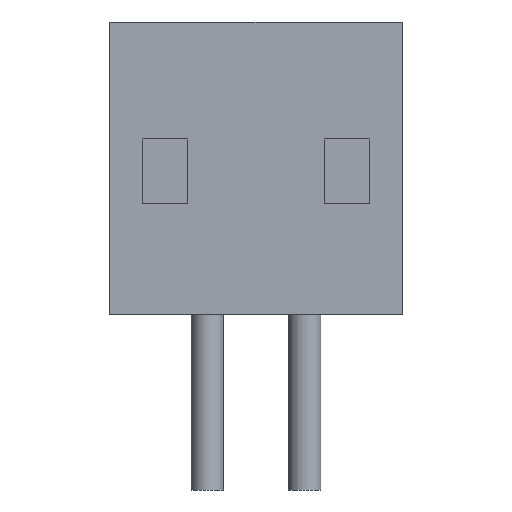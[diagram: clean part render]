
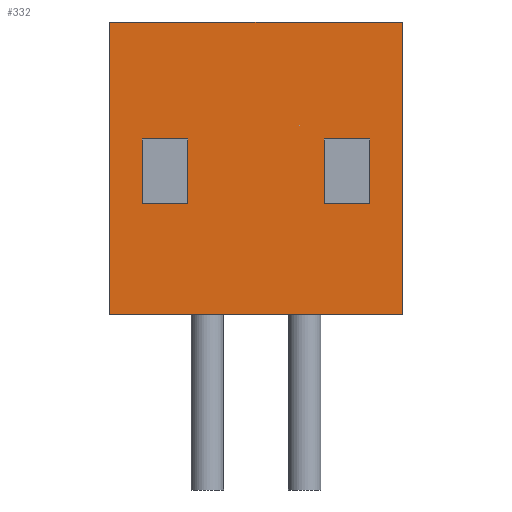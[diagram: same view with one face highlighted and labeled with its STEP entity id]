
A CAD part, front view. The second image highlights one B-rep face of the part: STEP entity #332.
In plain terms, the highlighted planar face has unit normal (0, -1, 0).
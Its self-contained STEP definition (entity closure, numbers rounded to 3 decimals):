
#70=CARTESIAN_POINT('',(-2.25,-1.3,0.));
#71=VERTEX_POINT('',#70);
#88=CARTESIAN_POINT('',(2.25,-1.3,0.));
#89=VERTEX_POINT('',#88);
#96=CARTESIAN_POINT('',(2.25,-1.3,0.));
#97=DIRECTION('',(-1.0,0.0,0.0));
#98=VECTOR('',#97,4.5);
#99=LINE('',#96,#98);
#100=EDGE_CURVE('',#89,#71,#99,.T.);
#128=CARTESIAN_POINT('',(2.25,-1.3,4.5));
#129=VERTEX_POINT('',#128);
#136=CARTESIAN_POINT('',(2.25,-1.3,4.5));
#137=DIRECTION('',(0.0,0.0,-1.0));
#138=VECTOR('',#137,4.5);
#139=LINE('',#136,#138);
#140=EDGE_CURVE('',#129,#89,#139,.T.);
#231=CARTESIAN_POINT('',(-2.25,-1.3,4.5));
#232=VERTEX_POINT('',#231);
#233=CARTESIAN_POINT('',(-2.25,-1.3,4.5));
#234=DIRECTION('',(0.0,0.0,-1.0));
#235=VECTOR('',#234,4.5);
#236=LINE('',#233,#235);
#237=EDGE_CURVE('',#232,#71,#236,.T.);
#248=CARTESIAN_POINT('',(2.475,-1.3,-0.225));
#249=DIRECTION('',(0.0,1.0,0.0));
#250=DIRECTION('',(-1.0,0.0,0.0));
#251=AXIS2_PLACEMENT_3D('',#248,#249,#250);
#252=PLANE('',#251);
#253=ORIENTED_EDGE('',*,*,#237,.T.);
#254=ORIENTED_EDGE('',*,*,#100,.F.);
#255=ORIENTED_EDGE('',*,*,#140,.F.);
#256=CARTESIAN_POINT('',(2.25,-1.3,4.5));
#257=DIRECTION('',(-1.0,0.0,0.0));
#258=VECTOR('',#257,4.5);
#259=LINE('',#256,#258);
#260=EDGE_CURVE('',#129,#232,#259,.T.);
#261=ORIENTED_EDGE('',*,*,#260,.T.);
#262=EDGE_LOOP('',(#253,#254,#255,#261));
#263=FACE_OUTER_BOUND('',#262,.T.);
#264=CARTESIAN_POINT('',(-1.05,-1.3,1.7));
#265=VERTEX_POINT('',#264);
#266=CARTESIAN_POINT('',(-1.05,-1.3,2.7));
#267=VERTEX_POINT('',#266);
#268=CARTESIAN_POINT('',(-1.05,-1.3,1.7));
#269=DIRECTION('',(0.0,0.0,1.0));
#270=VECTOR('',#269,1.0);
#271=LINE('',#268,#270);
#272=EDGE_CURVE('',#265,#267,#271,.T.);
#273=ORIENTED_EDGE('',*,*,#272,.F.);
#274=CARTESIAN_POINT('',(-1.75,-1.3,1.7));
#275=VERTEX_POINT('',#274);
#276=CARTESIAN_POINT('',(-1.75,-1.3,1.7));
#277=DIRECTION('',(1.0,0.0,0.0));
#278=VECTOR('',#277,0.7);
#279=LINE('',#276,#278);
#280=EDGE_CURVE('',#275,#265,#279,.T.);
#281=ORIENTED_EDGE('',*,*,#280,.F.);
#282=CARTESIAN_POINT('',(-1.75,-1.3,2.7));
#283=VERTEX_POINT('',#282);
#284=CARTESIAN_POINT('',(-1.75,-1.3,2.7));
#285=DIRECTION('',(0.0,0.0,-1.0));
#286=VECTOR('',#285,1.0);
#287=LINE('',#284,#286);
#288=EDGE_CURVE('',#283,#275,#287,.T.);
#289=ORIENTED_EDGE('',*,*,#288,.F.);
#290=CARTESIAN_POINT('',(-1.05,-1.3,2.7));
#291=DIRECTION('',(-1.0,0.0,0.0));
#292=VECTOR('',#291,0.7);
#293=LINE('',#290,#292);
#294=EDGE_CURVE('',#267,#283,#293,.T.);
#295=ORIENTED_EDGE('',*,*,#294,.F.);
#296=EDGE_LOOP('',(#273,#281,#289,#295));
#297=FACE_BOUND('',#296,.T.);
#298=CARTESIAN_POINT('',(1.05,-1.3,2.7));
#299=VERTEX_POINT('',#298);
#300=CARTESIAN_POINT('',(1.05,-1.3,1.7));
#301=VERTEX_POINT('',#300);
#302=CARTESIAN_POINT('',(1.05,-1.3,2.7));
#303=DIRECTION('',(0.0,0.0,-1.0));
#304=VECTOR('',#303,1.0);
#305=LINE('',#302,#304);
#306=EDGE_CURVE('',#299,#301,#305,.T.);
#307=ORIENTED_EDGE('',*,*,#306,.F.);
#308=CARTESIAN_POINT('',(1.75,-1.3,2.7));
#309=VERTEX_POINT('',#308);
#310=CARTESIAN_POINT('',(1.75,-1.3,2.7));
#311=DIRECTION('',(-1.0,0.0,0.0));
#312=VECTOR('',#311,0.7);
#313=LINE('',#310,#312);
#314=EDGE_CURVE('',#309,#299,#313,.T.);
#315=ORIENTED_EDGE('',*,*,#314,.F.);
#316=CARTESIAN_POINT('',(1.75,-1.3,1.7));
#317=VERTEX_POINT('',#316);
#318=CARTESIAN_POINT('',(1.75,-1.3,1.7));
#319=DIRECTION('',(0.0,0.0,1.0));
#320=VECTOR('',#319,1.0);
#321=LINE('',#318,#320);
#322=EDGE_CURVE('',#317,#309,#321,.T.);
#323=ORIENTED_EDGE('',*,*,#322,.F.);
#324=CARTESIAN_POINT('',(1.05,-1.3,1.7));
#325=DIRECTION('',(1.0,0.0,0.0));
#326=VECTOR('',#325,0.7);
#327=LINE('',#324,#326);
#328=EDGE_CURVE('',#301,#317,#327,.T.);
#329=ORIENTED_EDGE('',*,*,#328,.F.);
#330=EDGE_LOOP('',(#307,#315,#323,#329));
#331=FACE_BOUND('',#330,.T.);
#332=ADVANCED_FACE('',(#263,#297,#331),#252,.F.);
